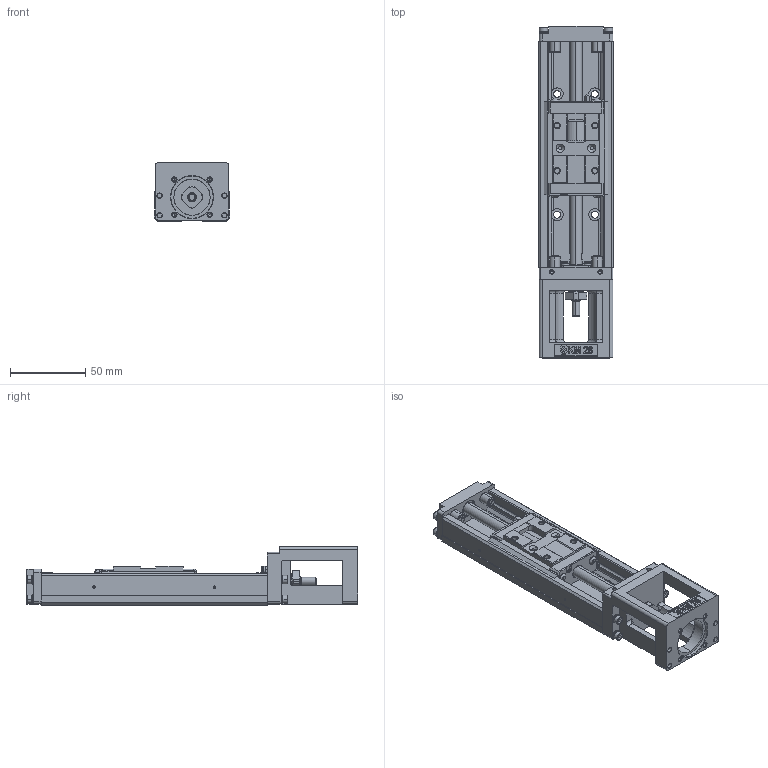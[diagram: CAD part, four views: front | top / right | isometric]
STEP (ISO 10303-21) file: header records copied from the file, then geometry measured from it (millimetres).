
FILE_DESCRIPTION( ( '' ), '1' );
FILE_NAME( 'KM26A+150N0_0020_stp.stp', ' ', ( '' ), ( '' ), 'ACIS Interop R16', 'Kubotek KeyCreator V6.3.0 (0248)', ' ' );
FILE_SCHEMA( ( 'CONFIG_CONTROL_DESIGN' ) );
Length unit declared in the file: millimetre
Products named in the file (2): 1; 2
Bounding box: 50 x 220 x 38.8 mm (x, y, z)
Volume: 170144.4 mm3; surface area: 62531.6 mm2
Topology: 2 solids, 2 shells, 1147 faces, 3010 edges, 1943 vertices
Faces by surface type: plane 692, cylinder 291, cone 92, bspline 35, torus 32, sphere 5
Entity records: 37277 total; most frequent: CARTESIAN_POINT 8683, ORIENTED_EDGE 5976, DIRECTION 5809, EDGE_CURVE 2988, LINE 2067, VECTOR 2067, VERTEX_POINT 1943, AXIS2_PLACEMENT_3D 1871
